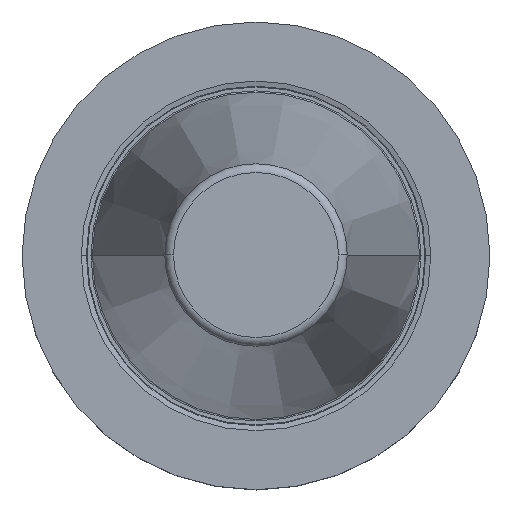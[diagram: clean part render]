
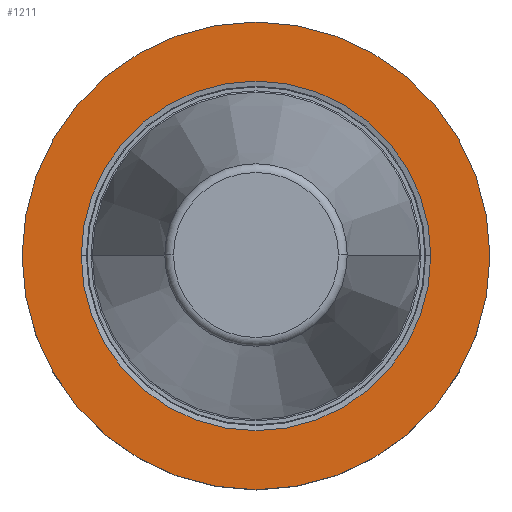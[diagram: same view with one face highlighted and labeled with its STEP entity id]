
A CAD part, top view. The second image highlights one B-rep face of the part: STEP entity #1211.
In plain terms, the highlighted planar face has unit normal (0, 0, 1).
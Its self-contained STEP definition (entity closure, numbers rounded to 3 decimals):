
#112=CARTESIAN_POINT('',(0.,0.,-3.2));
#113=DIRECTION('',(0.,0.,1.));
#114=DIRECTION('',(1.,0.,0.));
#115=AXIS2_PLACEMENT_3D('',#112,#113,#114);
#120=CARTESIAN_POINT('',(0.,0.,-3.2));
#121=DIRECTION('',(0.,0.,-1.));
#122=DIRECTION('',(1.,0.,0.));
#123=AXIS2_PLACEMENT_3D('',#120,#121,#122);
#128=CARTESIAN_POINT('',(0.,0.,-3.2));
#129=DIRECTION('',(0.,0.,1.));
#130=DIRECTION('',(1.,0.,0.));
#131=AXIS2_PLACEMENT_3D('',#128,#129,#130);
#136=CARTESIAN_POINT('',(0.,0.,-3.2));
#137=DIRECTION('',(0.,0.,1.));
#138=DIRECTION('',(-1.,0.,0.));
#139=AXIS2_PLACEMENT_3D('',#136,#137,#138);
#1020=CARTESIAN_POINT('',(31.775,0.,-3.2));
#1021=CARTESIAN_POINT('',(-31.775,0.,-3.2));
#1022=VERTEX_POINT('',#1020);
#1023=VERTEX_POINT('',#1021);
#1086=CARTESIAN_POINT('',(23.746,0.,-3.2));
#1087=VERTEX_POINT('',#1086);
#1090=CARTESIAN_POINT('',(-23.746,0.,-3.2));
#1091=VERTEX_POINT('',#1090);
#1196=CARTESIAN_POINT('',(0.,0.,-3.2));
#1197=DIRECTION('',(0.,0.,-1.));
#1198=DIRECTION('',(-1.,0.,0.));
#1199=AXIS2_PLACEMENT_3D('',#1196,#1197,#1198);
#1200=PLANE('',#1199);
#1201=ORIENTED_EDGE('',*,*,#1176,.F.);
#1202=ORIENTED_EDGE('',*,*,#1117,.T.);
#1203=EDGE_LOOP('',(#1201,#1202));
#1204=FACE_OUTER_BOUND('',#1203,.F.);
#1206=ORIENTED_EDGE('',*,*,#1205,.T.);
#1208=ORIENTED_EDGE('',*,*,#1207,.T.);
#1209=EDGE_LOOP('',(#1206,#1208));
#1210=FACE_BOUND('',#1209,.F.);
#1211=ADVANCED_FACE('',(#1204,#1210),#1200,.F.);
#116=CIRCLE('',#115,31.775);
#124=CIRCLE('',#123,31.775);
#132=CIRCLE('',#131,23.746);
#140=CIRCLE('',#139,23.746);
#1117=EDGE_CURVE('',#1022,#1023,#124,.T.);
#1176=EDGE_CURVE('',#1022,#1023,#116,.T.);
#1205=EDGE_CURVE('',#1087,#1091,#132,.T.);
#1207=EDGE_CURVE('',#1091,#1087,#140,.T.);
